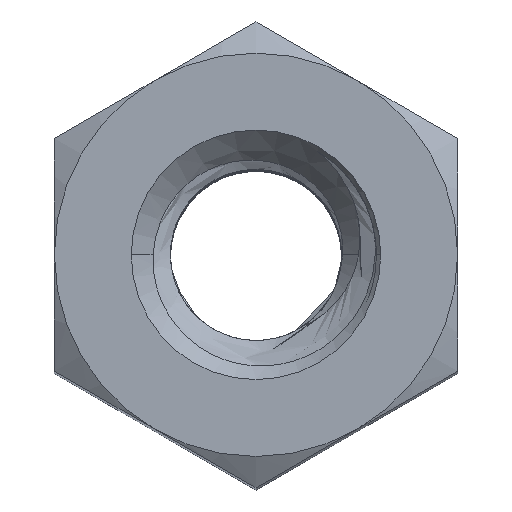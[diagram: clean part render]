
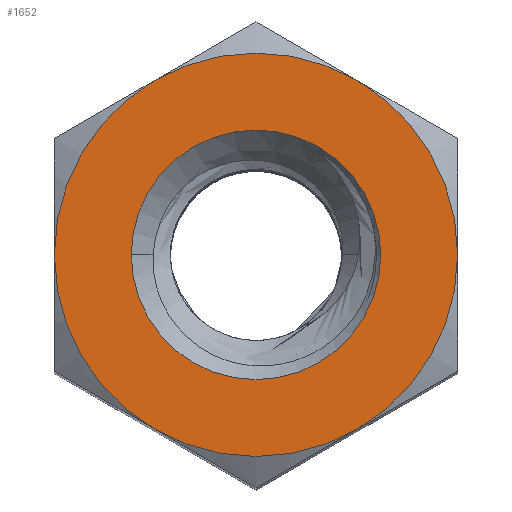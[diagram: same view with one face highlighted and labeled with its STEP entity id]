
A CAD part, top view. The second image highlights one B-rep face of the part: STEP entity #1652.
In plain terms, the highlighted planar face has unit normal (0, 0, 1).
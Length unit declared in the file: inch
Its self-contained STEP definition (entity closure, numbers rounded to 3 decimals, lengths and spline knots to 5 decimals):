
#194 = EDGE_CURVE ( 'NONE', #4930, #3711, #2746, .T. ) ;
#205 = PLANE ( 'NONE',  #5716 ) ;
#233 = FACE_OUTER_BOUND ( 'NONE', #4993, .T. ) ;
#253 = AXIS2_PLACEMENT_3D ( 'NONE', #5304, #3413, #1672 ) ;
#260 = CIRCLE ( 'NONE', #4885, 0.09375 ) ;
#561 = CARTESIAN_POINT ( 'NONE',  ( -0.04687, -0.08119, 0.3125 ) ) ;
#660 = ORIENTED_EDGE ( 'NONE', *, *, #5448, .F. ) ;
#697 = DIRECTION ( 'NONE',  ( 0., 0., 1. ) ) ;
#785 = CARTESIAN_POINT ( 'NONE',  ( 0.04687, 0.08119, 0.3125 ) ) ;
#818 = CIRCLE ( 'NONE', #1097, 0.09375 ) ;
#1027 = CARTESIAN_POINT ( 'NONE',  ( 0., 0., 0.3125 ) ) ;
#1049 = ORIENTED_EDGE ( 'NONE', *, *, #2714, .F. ) ;
#1097 = AXIS2_PLACEMENT_3D ( 'NONE', #5106, #4547, #4575 ) ;
#1135 = DIRECTION ( 'NONE',  ( 1., 0., 0. ) ) ;
#1199 = DIRECTION ( 'NONE',  ( -1., 0., 0. ) ) ;
#1280 = CIRCLE ( 'NONE', #3398, 0.058 ) ;
#1350 = DIRECTION ( 'NONE',  ( 0., 0., -1. ) ) ;
#1367 = VERTEX_POINT ( 'NONE', #785 ) ;
#1479 = VERTEX_POINT ( 'NONE', #3183 ) ;
#1485 = ORIENTED_EDGE ( 'NONE', *, *, #4945, .F. ) ;
#1652 = ADVANCED_FACE ( 'NONE', ( #233, #5110 ), #205, .T. ) ;
#1672 = DIRECTION ( 'NONE',  ( -1., 0., 0. ) ) ;
#1826 = CIRCLE ( 'NONE', #5348, 0.09375 ) ;
#1925 = DIRECTION ( 'NONE',  ( 0., 0., -1. ) ) ;
#1946 = CARTESIAN_POINT ( 'NONE',  ( 0., 0.10825, 0.3125 ) ) ;
#1961 = CARTESIAN_POINT ( 'NONE',  ( 0.09375, 0., 0.3125 ) ) ;
#2001 = CARTESIAN_POINT ( 'NONE',  ( -0.04688, 0.08119, 0.3125 ) ) ;
#2198 = AXIS2_PLACEMENT_3D ( 'NONE', #4675, #2935, #1199 ) ;
#2217 = CARTESIAN_POINT ( 'NONE',  ( 0., 0., 0.3125 ) ) ;
#2277 = DIRECTION ( 'NONE',  ( -1., 0., 0. ) ) ;
#2293 = DIRECTION ( 'NONE',  ( 0., 0., -1. ) ) ;
#2331 = CARTESIAN_POINT ( 'NONE',  ( 0.058, 0., 0.3125 ) ) ;
#2601 = VERTEX_POINT ( 'NONE', #561 ) ;
#2610 = ORIENTED_EDGE ( 'NONE', *, *, #4412, .F. ) ;
#2714 = EDGE_CURVE ( 'NONE', #4320, #1367, #4504, .T. ) ;
#2746 = CIRCLE ( 'NONE', #253, 0.058 ) ;
#2770 = CARTESIAN_POINT ( 'NONE',  ( 0., 0., 0.3125 ) ) ;
#2858 = DIRECTION ( 'NONE',  ( 0., 0., -1. ) ) ;
#2935 = DIRECTION ( 'NONE',  ( 0., 0., -1. ) ) ;
#3043 = CARTESIAN_POINT ( 'NONE',  ( -0.058, 0., 0.3125 ) ) ;
#3183 = CARTESIAN_POINT ( 'NONE',  ( -0.09375, 0., 0.3125 ) ) ;
#3303 = CARTESIAN_POINT ( 'NONE',  ( 0.04688, -0.08119, 0.3125 ) ) ;
#3308 = EDGE_LOOP ( 'NONE', ( #4870, #3563 ) ) ;
#3398 = AXIS2_PLACEMENT_3D ( 'NONE', #5498, #5411, #2277 ) ;
#3413 = DIRECTION ( 'NONE',  ( 0., 0., -1. ) ) ;
#3541 = CARTESIAN_POINT ( 'NONE',  ( 0., 0., 0.3125 ) ) ;
#3563 = ORIENTED_EDGE ( 'NONE', *, *, #194, .T. ) ;
#3707 = ORIENTED_EDGE ( 'NONE', *, *, #3994, .F. ) ;
#3711 = VERTEX_POINT ( 'NONE', #3043 ) ;
#3900 = DIRECTION ( 'NONE',  ( -1., 0., 0. ) ) ;
#3962 = AXIS2_PLACEMENT_3D ( 'NONE', #2770, #2858, #5384 ) ;
#3994 = EDGE_CURVE ( 'NONE', #4322, #2601, #4053, .T. ) ;
#4053 = CIRCLE ( 'NONE', #4142, 0.09375 ) ;
#4074 = DIRECTION ( 'NONE',  ( -1., 0., 0. ) ) ;
#4142 = AXIS2_PLACEMENT_3D ( 'NONE', #3541, #2293, #5340 ) ;
#4320 = VERTEX_POINT ( 'NONE', #2001 ) ;
#4322 = VERTEX_POINT ( 'NONE', #3303 ) ;
#4405 = VERTEX_POINT ( 'NONE', #1961 ) ;
#4412 = EDGE_CURVE ( 'NONE', #4405, #4322, #5442, .T. ) ;
#4418 = EDGE_CURVE ( 'NONE', #3711, #4930, #1280, .T. ) ;
#4504 = CIRCLE ( 'NONE', #2198, 0.09375 ) ;
#4547 = DIRECTION ( 'NONE',  ( 0., 0., -1. ) ) ;
#4575 = DIRECTION ( 'NONE',  ( -1., 0., 0. ) ) ;
#4675 = CARTESIAN_POINT ( 'NONE',  ( 0., 0., 0.3125 ) ) ;
#4766 = EDGE_CURVE ( 'NONE', #1367, #4405, #1826, .T. ) ;
#4870 = ORIENTED_EDGE ( 'NONE', *, *, #4418, .T. ) ;
#4885 = AXIS2_PLACEMENT_3D ( 'NONE', #1027, #1925, #4074 ) ;
#4930 = VERTEX_POINT ( 'NONE', #2331 ) ;
#4945 = EDGE_CURVE ( 'NONE', #1479, #4320, #260, .T. ) ;
#4993 = EDGE_LOOP ( 'NONE', ( #2610, #5458, #1049, #1485, #660, #3707 ) ) ;
#5106 = CARTESIAN_POINT ( 'NONE',  ( 0., 0., 0.3125 ) ) ;
#5110 = FACE_BOUND ( 'NONE', #3308, .T. ) ;
#5304 = CARTESIAN_POINT ( 'NONE',  ( 0., 0., 0.3125 ) ) ;
#5340 = DIRECTION ( 'NONE',  ( -1., 0., 0. ) ) ;
#5348 = AXIS2_PLACEMENT_3D ( 'NONE', #2217, #1350, #3900 ) ;
#5384 = DIRECTION ( 'NONE',  ( -1., 0., 0. ) ) ;
#5411 = DIRECTION ( 'NONE',  ( 0., 0., -1. ) ) ;
#5442 = CIRCLE ( 'NONE', #3962, 0.09375 ) ;
#5448 = EDGE_CURVE ( 'NONE', #2601, #1479, #818, .T. ) ;
#5458 = ORIENTED_EDGE ( 'NONE', *, *, #4766, .F. ) ;
#5498 = CARTESIAN_POINT ( 'NONE',  ( 0., 0., 0.3125 ) ) ;
#5716 = AXIS2_PLACEMENT_3D ( 'NONE', #1946, #697, #1135 ) ;
